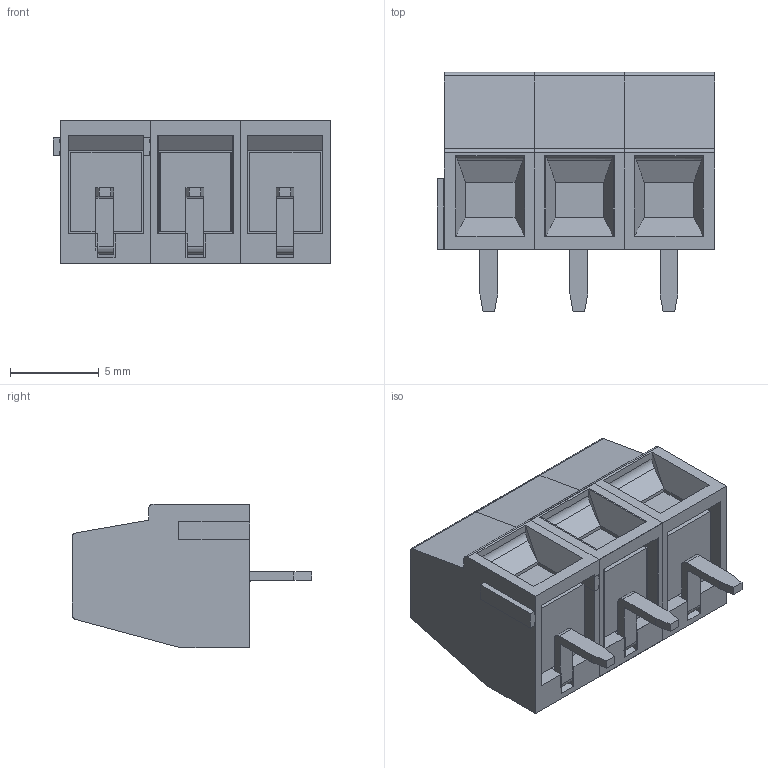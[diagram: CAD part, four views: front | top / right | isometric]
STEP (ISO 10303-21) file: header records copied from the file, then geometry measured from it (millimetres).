
FILE_DESCRIPTION (( 'STEP AP214' ), '1' );
FILE_NAME ('XY128V-A-5.08-3P.STEP', '2024-07-08T19:06:19', ( '' ), ( '' ), 'SwSTEP 2.0', 'SolidWorks 2020', '' );
FILE_SCHEMA (( 'AUTOMOTIVE_DESIGN' ));
Length unit declared in the file: inch
Products named in the file (2): XY128V-A-5.08-3P; 1729128.stp
Assembly tree (2 placements, depth 2):
  XY128V-A-5.08-3P
    1729128.stp  x2
Bounding box: 15.64 x 13.5 x 8.1 mm (x, y, z)
Volume: 1088.2 mm3; surface area: 2521.9 mm2
Topology: 16 solids, 18 shells, 376 faces, 936 edges, 608 vertices
Faces by surface type: plane 274, cylinder 78, torus 24
Entity records: 5989 total; most frequent: CARTESIAN_POINT 1077, DIRECTION 944, ORIENTED_EDGE 936, EDGE_CURVE 468, VECTOR 354, LINE 354, VERTEX_POINT 304, AXIS2_PLACEMENT_3D 295
